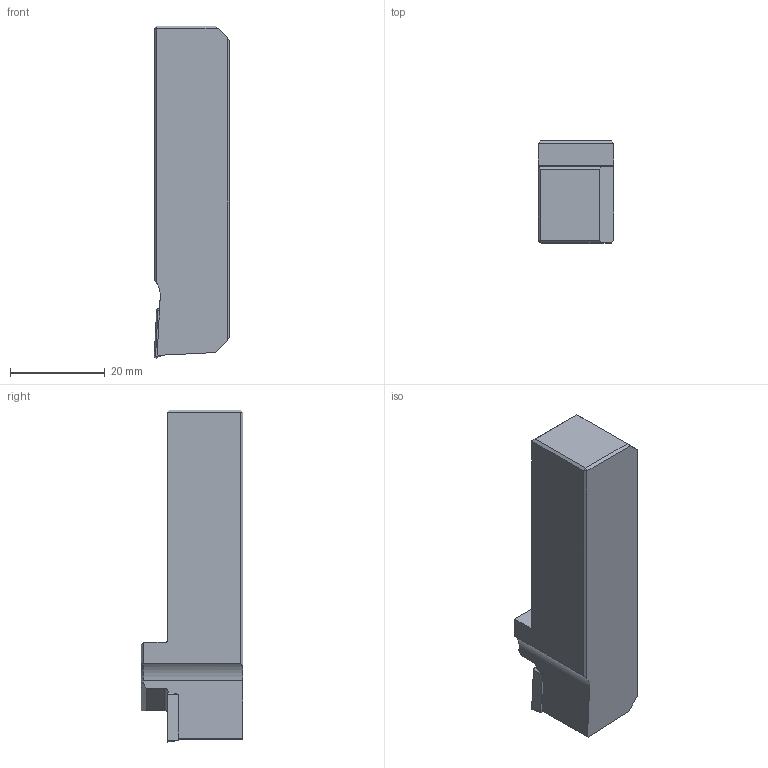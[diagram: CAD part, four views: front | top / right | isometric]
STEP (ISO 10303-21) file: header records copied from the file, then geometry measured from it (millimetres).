
FILE_DESCRIPTION(/* description */ ('3-D model version:1'),/* implementation_level */ '2;1');
FILE_NAME(/* name */ 'QS-STJCR1616E11HP',/* time_stamp */ '2015-12-10T14:48:15+01:00',/* author */ ('InteractiveCad'),/* organization */ ('AB Sandvik Coromant'),/* preprocessor_version */ 'ST-DEVELOPER v15',/* originating_system */ 'SIEMENS PLM Software NX 8.5',/* authorisation */ '');
FILE_SCHEMA (('AP203_CONFIGURATION_CONTROLLED_3D_DESIGN_OF_MECHANICAL_PARTS_AND_ASSEMBLIES_MIM_LF { 1 0 10303 403 2 1 2}'));
Length unit declared in the file: millimetre
Products named in the file (1): QS_STJCR1616E11HP_SIM
Bounding box: 15.97 x 21.5 x 70 mm (x, y, z)
Volume: 18351 mm3; surface area: 5210.2 mm2
Topology: 2 solids, 2 shells, 45 faces, 111 edges, 70 vertices
Faces by surface type: plane 32, cylinder 6, cone 5, torus 2
Full cylindrical faces by diameter (mm): 2.8 x1
Entity records: 1388 total; most frequent: CARTESIAN_POINT 227, DIRECTION 218, ORIENTED_EDGE 212, EDGE_CURVE 106, LINE 82, VECTOR 82, VERTEX_POINT 69, AXIS2_PLACEMENT_3D 68
